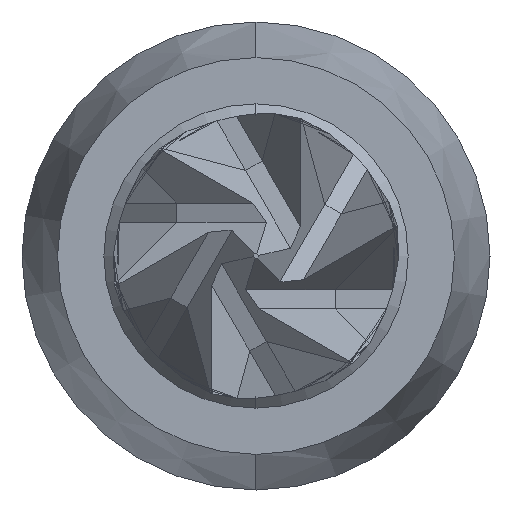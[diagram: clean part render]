
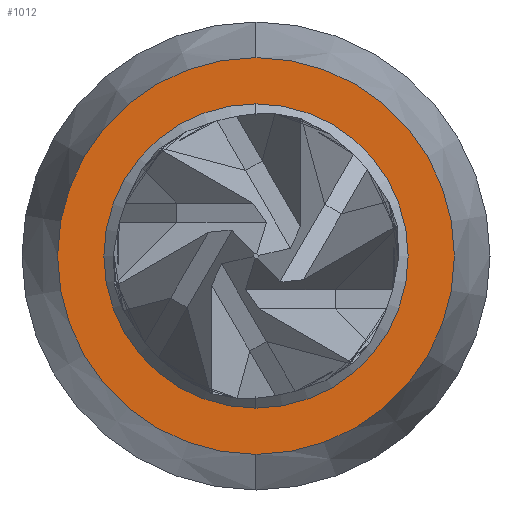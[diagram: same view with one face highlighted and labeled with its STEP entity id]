
A CAD part, left-side view. The second image highlights one B-rep face of the part: STEP entity #1012.
In plain terms, the highlighted planar face has unit normal (-1, 0, 0).
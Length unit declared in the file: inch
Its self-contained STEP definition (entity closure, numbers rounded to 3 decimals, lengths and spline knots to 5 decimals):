
#93 = CIRCLE ( 'NONE', #1010, 0.0103 ) ;
#247 = DIRECTION ( 'NONE',  ( 1., 0., 0. ) ) ;
#319 = CARTESIAN_POINT ( 'NONE',  ( 0., 0., -0.0103 ) ) ;
#417 = EDGE_CURVE ( 'NONE', #2351, #2841, #595, .T. ) ;
#433 = CARTESIAN_POINT ( 'NONE',  ( 0., 0., 0.0079 ) ) ;
#558 = ORIENTED_EDGE ( 'NONE', *, *, #1088, .T. ) ;
#595 = CIRCLE ( 'NONE', #1625, 0.0079 ) ;
#607 = DIRECTION ( 'NONE',  ( 0., 0., -1. ) ) ;
#665 = EDGE_CURVE ( 'NONE', #1261, #1073, #2023, .T. ) ;
#789 = CARTESIAN_POINT ( 'NONE',  ( 0., 0., 0. ) ) ;
#825 = CARTESIAN_POINT ( 'NONE',  ( 0., 0., 0. ) ) ;
#836 = EDGE_CURVE ( 'NONE', #1073, #1261, #93, .T. ) ;
#899 = CARTESIAN_POINT ( 'NONE',  ( 0., 0.0103, 0. ) ) ;
#1010 = AXIS2_PLACEMENT_3D ( 'NONE', #2134, #1042, #2732 ) ;
#1012 = ADVANCED_FACE ( 'NONE', ( #2266, #2498 ), #1826, .F. ) ;
#1039 = CIRCLE ( 'NONE', #2207, 0.0079 ) ;
#1042 = DIRECTION ( 'NONE',  ( -1., 0., 0. ) ) ;
#1073 = VERTEX_POINT ( 'NONE', #319 ) ;
#1088 = EDGE_CURVE ( 'NONE', #2841, #2351, #1039, .T. ) ;
#1125 = CARTESIAN_POINT ( 'NONE',  ( 0., 0., -0.0079 ) ) ;
#1144 = AXIS2_PLACEMENT_3D ( 'NONE', #825, #2822, #2815 ) ;
#1261 = VERTEX_POINT ( 'NONE', #1546 ) ;
#1288 = ORIENTED_EDGE ( 'NONE', *, *, #665, .T. ) ;
#1396 = DIRECTION ( 'NONE',  ( 1., 0., 0. ) ) ;
#1406 = DIRECTION ( 'NONE',  ( 0., 0., -1. ) ) ;
#1423 = ORIENTED_EDGE ( 'NONE', *, *, #836, .T. ) ;
#1546 = CARTESIAN_POINT ( 'NONE',  ( 0., 0., 0.0103 ) ) ;
#1625 = AXIS2_PLACEMENT_3D ( 'NONE', #2689, #1396, #1406 ) ;
#1826 = PLANE ( 'NONE',  #2622 ) ;
#2023 = CIRCLE ( 'NONE', #1144, 0.0103 ) ;
#2134 = CARTESIAN_POINT ( 'NONE',  ( 0., 0., 0. ) ) ;
#2207 = AXIS2_PLACEMENT_3D ( 'NONE', #789, #247, #607 ) ;
#2266 = FACE_BOUND ( 'NONE', #2314, .T. ) ;
#2314 = EDGE_LOOP ( 'NONE', ( #2374, #558 ) ) ;
#2351 = VERTEX_POINT ( 'NONE', #1125 ) ;
#2355 = EDGE_LOOP ( 'NONE', ( #1288, #1423 ) ) ;
#2374 = ORIENTED_EDGE ( 'NONE', *, *, #417, .T. ) ;
#2377 = DIRECTION ( 'NONE',  ( 1., 0., 0. ) ) ;
#2387 = DIRECTION ( 'NONE',  ( 0., 0., -1. ) ) ;
#2498 = FACE_OUTER_BOUND ( 'NONE', #2355, .T. ) ;
#2622 = AXIS2_PLACEMENT_3D ( 'NONE', #899, #2377, #2387 ) ;
#2689 = CARTESIAN_POINT ( 'NONE',  ( 0., 0., 0. ) ) ;
#2732 = DIRECTION ( 'NONE',  ( 0., 0., 1. ) ) ;
#2815 = DIRECTION ( 'NONE',  ( 0., 0., 1. ) ) ;
#2822 = DIRECTION ( 'NONE',  ( -1., 0., 0. ) ) ;
#2841 = VERTEX_POINT ( 'NONE', #433 ) ;
